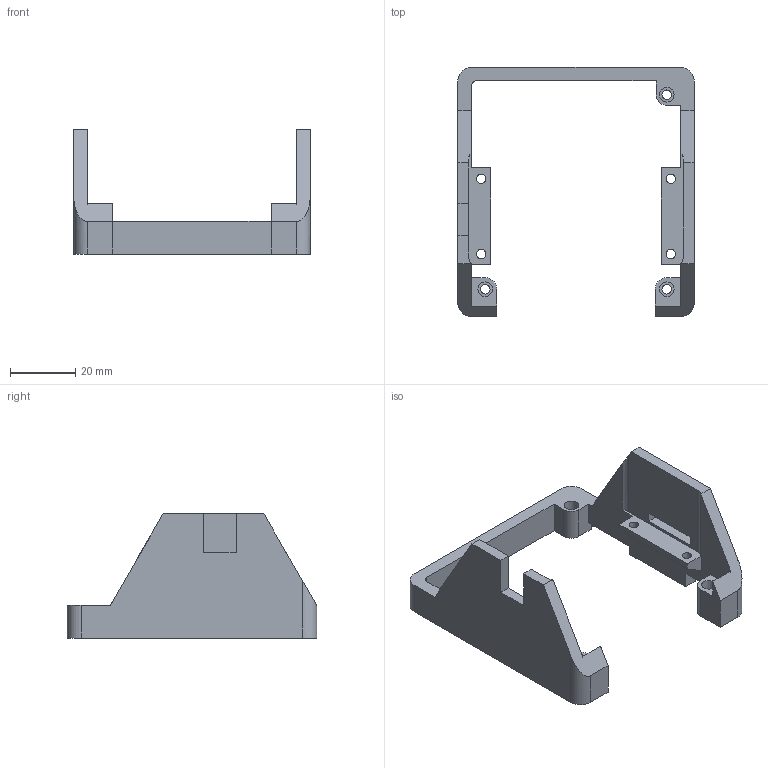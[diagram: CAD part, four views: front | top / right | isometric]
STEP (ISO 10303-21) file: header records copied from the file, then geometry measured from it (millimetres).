
FILE_DESCRIPTION(('FreeCAD Model'),'2;1');
FILE_NAME('Open CASCADE Shape Model','2024-04-25T21:12:58',(''),(''), 'Open CASCADE STEP processor 7.6','FreeCAD','Unknown');
FILE_SCHEMA(('AUTOMOTIVE_DESIGN { 1 0 10303 214 1 1 1 1 }'));
Length unit declared in the file: millimetre
Products named in the file (1): enclosure-top
Bounding box: 72.3 x 76.3 x 38 mm (x, y, z)
Volume: 20644.3 mm3; surface area: 13405.3 mm2
Topology: 1 solids, 1 shells, 93 faces, 249 edges, 166 vertices
Faces by surface type: plane 67, cylinder 26
Full cylindrical faces by diameter (mm): 2.9 x7, 4.5 x3, 4.9 x4
Entity records: 2953 total; most frequent: CARTESIAN_POINT 509, ORIENTED_EDGE 498, DIRECTION 491, EDGE_CURVE 249, LINE 195, VECTOR 195, VERTEX_POINT 166, AXIS2_PLACEMENT_3D 148
